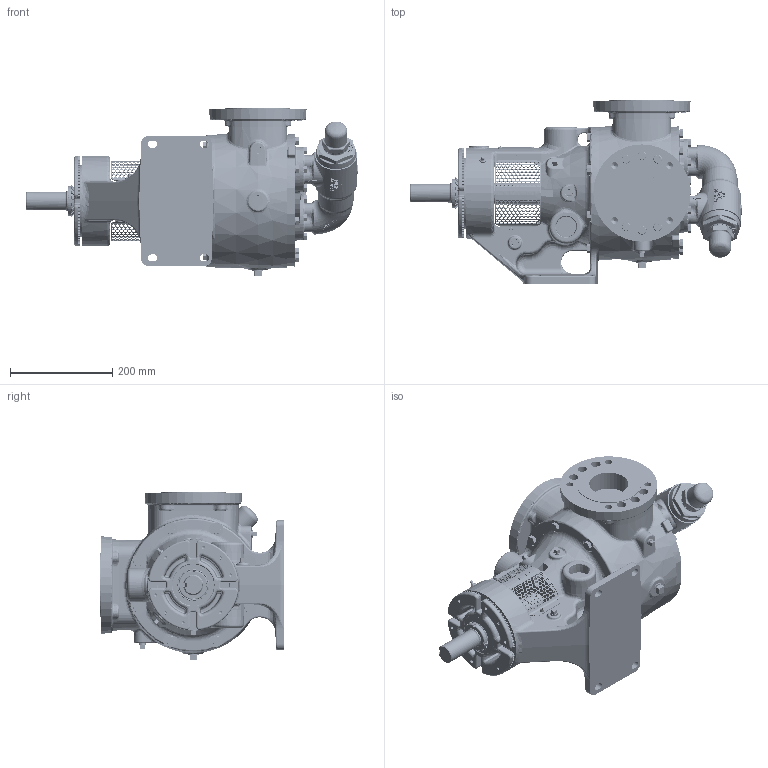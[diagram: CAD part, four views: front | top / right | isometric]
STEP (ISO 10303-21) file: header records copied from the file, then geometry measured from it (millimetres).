
FILE_DESCRIPTION (( 'STEP AP214' ), '1' );
FILE_NAME ('LV-4506.STEP', '2024-10-22T16:24:46', ( '' ), ( '' ), 'SwSTEP 2.0', 'SolidWorks 2023', '' );
FILE_SCHEMA (( 'AUTOMOTIVE_DESIGN' ));
Length unit declared in the file: millimetre
Products named in the file (1): LV-4506
Bounding box: 650.29 x 360.36 x 329.77 mm (x, y, z)
Volume: 18969027 mm3; surface area: 940530.1 mm2
Topology: 1 solids, 1 shells, 8395 faces, 22313 edges, 14076 vertices
Faces by surface type: bspline 3616, plane 2725, cylinder 1014, cone 737, torus 205, sphere 98
Entity records: 382478 total; most frequent: CARTESIAN_POINT 199238, ORIENTED_EDGE 44276, DIRECTION 28159, EDGE_CURVE 22138, VERTEX_POINT 14069, AXIS2_PLACEMENT_3D 10232, EDGE_LOOP 9567, B_SPLINE_CURVE_WITH_KNOTS 8658
